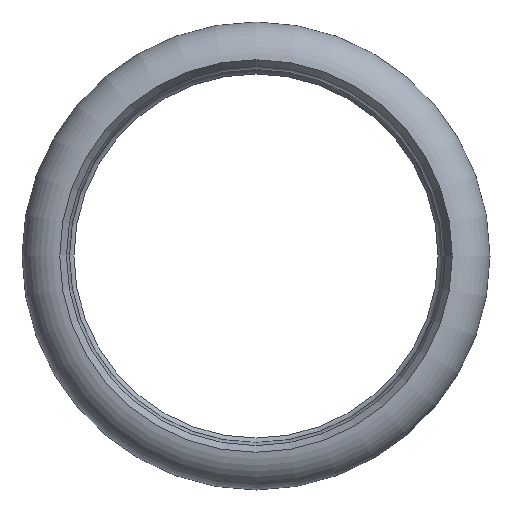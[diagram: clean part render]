
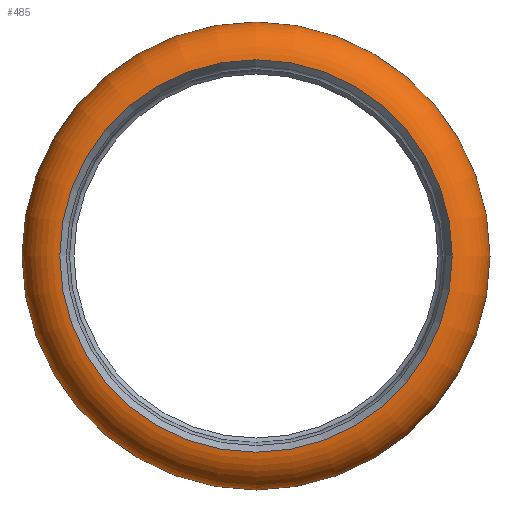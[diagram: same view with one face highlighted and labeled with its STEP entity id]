
A CAD part, left-side view. The second image highlights one B-rep face of the part: STEP entity #485.
In plain terms, the highlighted toroidal (fillet/blend) face has major radius 21.763 mm and minor radius 4.587 mm.
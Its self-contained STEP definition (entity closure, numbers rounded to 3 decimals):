
#55=FACE_OUTER_BOUND('',#77,.T.);
#77=EDGE_LOOP('',(#334,#335,#336,#337,#338,#339,#340,#341));
#112=CIRCLE('',#545,22.1);
#113=CIRCLE('',#546,22.1);
#114=CIRCLE('',#547,4.587);
#115=CIRCLE('',#548,22.7);
#116=CIRCLE('',#549,22.7);
#117=CIRCLE('',#550,22.7);
#118=CIRCLE('',#551,22.1);
#180=VERTEX_POINT('',#853);
#181=VERTEX_POINT('',#854);
#182=VERTEX_POINT('',#856);
#183=VERTEX_POINT('',#858);
#184=VERTEX_POINT('',#860);
#185=VERTEX_POINT('',#862);
#244=EDGE_CURVE('',#180,#181,#112,.T.);
#245=EDGE_CURVE('',#181,#182,#113,.T.);
#246=EDGE_CURVE('',#182,#183,#114,.T.);
#247=EDGE_CURVE('',#184,#183,#115,.T.);
#248=EDGE_CURVE('',#185,#184,#116,.T.);
#249=EDGE_CURVE('',#183,#185,#117,.T.);
#250=EDGE_CURVE('',#182,#180,#118,.T.);
#334=ORIENTED_EDGE('',*,*,#244,.T.);
#335=ORIENTED_EDGE('',*,*,#245,.T.);
#336=ORIENTED_EDGE('',*,*,#246,.T.);
#337=ORIENTED_EDGE('',*,*,#247,.F.);
#338=ORIENTED_EDGE('',*,*,#248,.F.);
#339=ORIENTED_EDGE('',*,*,#249,.F.);
#340=ORIENTED_EDGE('',*,*,#246,.F.);
#341=ORIENTED_EDGE('',*,*,#250,.T.);
#473=TOROIDAL_SURFACE('',#544,21.763,4.587);
#485=ADVANCED_FACE('',(#55),#473,.T.);
#544=AXIS2_PLACEMENT_3D('',#852,#661,#662);
#545=AXIS2_PLACEMENT_3D('',#855,#663,#664);
#546=AXIS2_PLACEMENT_3D('',#857,#665,#666);
#547=AXIS2_PLACEMENT_3D('',#859,#667,#668);
#548=AXIS2_PLACEMENT_3D('',#861,#669,#670);
#549=AXIS2_PLACEMENT_3D('',#863,#671,#672);
#550=AXIS2_PLACEMENT_3D('',#864,#673,#674);
#551=AXIS2_PLACEMENT_3D('',#865,#675,#676);
#661=DIRECTION('center_axis',(-1.,0.,0.));
#662=DIRECTION('ref_axis',(0.,0.,1.));
#663=DIRECTION('center_axis',(1.,0.,0.));
#664=DIRECTION('ref_axis',(0.,1.,0.));
#665=DIRECTION('center_axis',(1.,0.,0.));
#666=DIRECTION('ref_axis',(0.,1.,0.));
#667=DIRECTION('center_axis',(0.,-1.,0.));
#668=DIRECTION('ref_axis',(0.,0.,-1.));
#669=DIRECTION('center_axis',(1.,0.,0.));
#670=DIRECTION('ref_axis',(0.,1.,0.));
#671=DIRECTION('center_axis',(1.,0.,0.));
#672=DIRECTION('ref_axis',(0.,1.,0.));
#673=DIRECTION('center_axis',(1.,0.,0.));
#674=DIRECTION('ref_axis',(0.,1.,0.));
#675=DIRECTION('center_axis',(1.,0.,0.));
#676=DIRECTION('ref_axis',(0.,1.,0.));
#852=CARTESIAN_POINT('Origin',(-31.426,0.,0.));
#853=CARTESIAN_POINT('',(-36.,22.1,0.));
#854=CARTESIAN_POINT('',(-36.,-22.1,0.));
#855=CARTESIAN_POINT('Origin',(-36.,0.,0.));
#856=CARTESIAN_POINT('',(-36.,0.,-22.1));
#857=CARTESIAN_POINT('Origin',(-36.,0.,0.));
#858=CARTESIAN_POINT('',(-26.936,0.,-22.7));
#859=CARTESIAN_POINT('Origin',(-31.426,0.,
-21.763));
#860=CARTESIAN_POINT('',(-26.936,-22.7,0.));
#861=CARTESIAN_POINT('Origin',(-26.936,0.,0.));
#862=CARTESIAN_POINT('',(-26.936,22.7,0.));
#863=CARTESIAN_POINT('Origin',(-26.936,0.,0.));
#864=CARTESIAN_POINT('Origin',(-26.936,0.,0.));
#865=CARTESIAN_POINT('Origin',(-36.,0.,0.));
